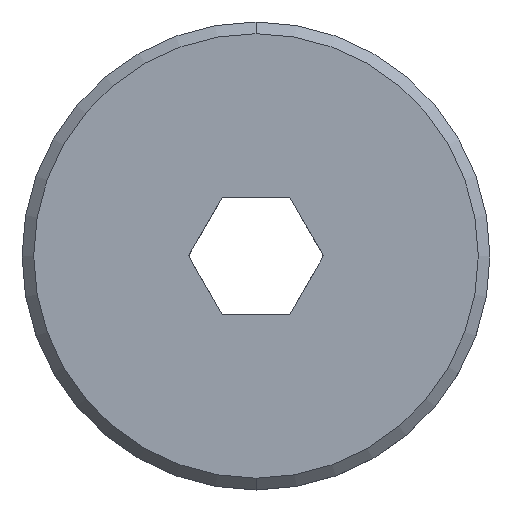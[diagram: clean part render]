
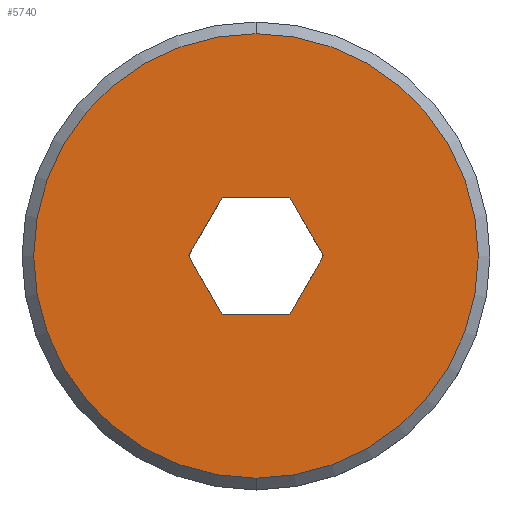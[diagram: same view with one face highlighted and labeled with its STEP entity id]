
A CAD part, top view. The second image highlights one B-rep face of the part: STEP entity #5740.
In plain terms, the highlighted planar face has unit normal (0, 0, 1).
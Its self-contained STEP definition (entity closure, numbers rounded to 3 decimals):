
#238 = LINE ( 'NONE', #14452, #13848 ) ;
#334 = CARTESIAN_POINT ( 'NONE',  ( -1.443, 2.5, 8.5 ) ) ;
#461 = LINE ( 'NONE', #334, #10571 ) ;
#828 = ORIENTED_EDGE ( 'NONE', *, *, #16918, .F. ) ;
#858 = EDGE_CURVE ( 'NONE', #15776, #5941, #4019, .T. ) ;
#1005 = EDGE_LOOP ( 'NONE', ( #2797, #12371 ) ) ;
#1323 = CARTESIAN_POINT ( 'NONE',  ( 1.443, -2.5, 8.5 ) ) ;
#1420 = CARTESIAN_POINT ( 'NONE',  ( -2.887, 0., 8.5 ) ) ;
#1472 = CARTESIAN_POINT ( 'NONE',  ( -1.443, 2.5, 8.5 ) ) ;
#2092 = VECTOR ( 'NONE', #7902, 1000. ) ;
#2173 = ORIENTED_EDGE ( 'NONE', *, *, #3529, .F. ) ;
#2196 = VERTEX_POINT ( 'NONE', #8466 ) ;
#2652 = LINE ( 'NONE', #1323, #10926 ) ;
#2746 = DIRECTION ( 'NONE',  ( 0.5, -0.866, 0. ) ) ;
#2797 = ORIENTED_EDGE ( 'NONE', *, *, #16561, .T. ) ;
#3400 = VECTOR ( 'NONE', #5985, 1000. ) ;
#3529 = EDGE_CURVE ( 'NONE', #2196, #15660, #11790, .T. ) ;
#3886 = DIRECTION ( 'NONE',  ( 0.5, 0.866, 0. ) ) ;
#4019 = LINE ( 'NONE', #12594, #3400 ) ;
#4028 = AXIS2_PLACEMENT_3D ( 'NONE', #14510, #10724, #11919 ) ;
#4471 = DIRECTION ( 'NONE',  ( 0., -1., 0. ) ) ;
#4938 = EDGE_CURVE ( 'NONE', #5941, #11083, #238, .T. ) ;
#5118 = CARTESIAN_POINT ( 'NONE',  ( 0., 9.5, 8.5 ) ) ;
#5343 = CARTESIAN_POINT ( 'NONE',  ( 1.443, -2.5, 8.5 ) ) ;
#5654 = DIRECTION ( 'NONE',  ( -0.5, -0.866, 0. ) ) ;
#5740 = ADVANCED_FACE ( 'NONE', ( #14081, #8101 ), #12319, .T. ) ;
#5941 = VERTEX_POINT ( 'NONE', #14819 ) ;
#5985 = DIRECTION ( 'NONE',  ( -0.5, 0.866, 0. ) ) ;
#6091 = VERTEX_POINT ( 'NONE', #13892 ) ;
#6969 = EDGE_CURVE ( 'NONE', #11083, #2196, #461, .T. ) ;
#7300 = EDGE_CURVE ( 'NONE', #15660, #13282, #10354, .T. ) ;
#7315 = CARTESIAN_POINT ( 'NONE',  ( 0., 0., 8.5 ) ) ;
#7868 = VECTOR ( 'NONE', #2746, 1000. ) ;
#7902 = DIRECTION ( 'NONE',  ( 1., 0., 0. ) ) ;
#8101 = FACE_BOUND ( 'NONE', #15067, .T. ) ;
#8397 = ORIENTED_EDGE ( 'NONE', *, *, #4938, .F. ) ;
#8466 = CARTESIAN_POINT ( 'NONE',  ( -2.887, 0., 8.5 ) ) ;
#8542 = DIRECTION ( 'NONE',  ( 0., 0., 1. ) ) ;
#9785 = CARTESIAN_POINT ( 'NONE',  ( 0., 0., 8.5 ) ) ;
#10039 = CARTESIAN_POINT ( 'NONE',  ( 2.887, 0., 8.5 ) ) ;
#10354 = LINE ( 'NONE', #14252, #2092 ) ;
#10536 = CIRCLE ( 'NONE', #13048, 9.5 ) ;
#10571 = VECTOR ( 'NONE', #5654, 1000. ) ;
#10639 = ORIENTED_EDGE ( 'NONE', *, *, #7300, .F. ) ;
#10724 = DIRECTION ( 'NONE',  ( 0., 0., 1. ) ) ;
#10924 = CARTESIAN_POINT ( 'NONE',  ( -1.443, -2.5, 8.5 ) ) ;
#10926 = VECTOR ( 'NONE', #3886, 1000. ) ;
#11083 = VERTEX_POINT ( 'NONE', #1472 ) ;
#11114 = DIRECTION ( 'NONE',  ( 0., 0., 1. ) ) ;
#11354 = AXIS2_PLACEMENT_3D ( 'NONE', #9785, #11114, #12208 ) ;
#11677 = ORIENTED_EDGE ( 'NONE', *, *, #858, .F. ) ;
#11790 = LINE ( 'NONE', #1420, #7868 ) ;
#11861 = DIRECTION ( 'NONE',  ( -1., 0., 0. ) ) ;
#11919 = DIRECTION ( 'NONE',  ( 0., -1., 0. ) ) ;
#12208 = DIRECTION ( 'NONE',  ( 0., -1., 0. ) ) ;
#12236 = ORIENTED_EDGE ( 'NONE', *, *, #6969, .F. ) ;
#12319 = PLANE ( 'NONE',  #11354 ) ;
#12371 = ORIENTED_EDGE ( 'NONE', *, *, #14198, .T. ) ;
#12594 = CARTESIAN_POINT ( 'NONE',  ( 2.887, 0., 8.5 ) ) ;
#13048 = AXIS2_PLACEMENT_3D ( 'NONE', #7315, #8542, #4471 ) ;
#13282 = VERTEX_POINT ( 'NONE', #5343 ) ;
#13292 = VERTEX_POINT ( 'NONE', #5118 ) ;
#13848 = VECTOR ( 'NONE', #11861, 1000. ) ;
#13892 = CARTESIAN_POINT ( 'NONE',  ( 0., -9.5, 8.5 ) ) ;
#14081 = FACE_OUTER_BOUND ( 'NONE', #1005, .T. ) ;
#14198 = EDGE_CURVE ( 'NONE', #6091, #13292, #10536, .T. ) ;
#14252 = CARTESIAN_POINT ( 'NONE',  ( -1.443, -2.5, 8.5 ) ) ;
#14452 = CARTESIAN_POINT ( 'NONE',  ( 1.443, 2.5, 8.5 ) ) ;
#14510 = CARTESIAN_POINT ( 'NONE',  ( 0., 0., 8.5 ) ) ;
#14819 = CARTESIAN_POINT ( 'NONE',  ( 1.443, 2.5, 8.5 ) ) ;
#15067 = EDGE_LOOP ( 'NONE', ( #10639, #2173, #12236, #8397, #11677, #828 ) ) ;
#15445 = CIRCLE ( 'NONE', #4028, 9.5 ) ;
#15660 = VERTEX_POINT ( 'NONE', #10924 ) ;
#15776 = VERTEX_POINT ( 'NONE', #10039 ) ;
#16561 = EDGE_CURVE ( 'NONE', #13292, #6091, #15445, .T. ) ;
#16918 = EDGE_CURVE ( 'NONE', #13282, #15776, #2652, .T. ) ;
